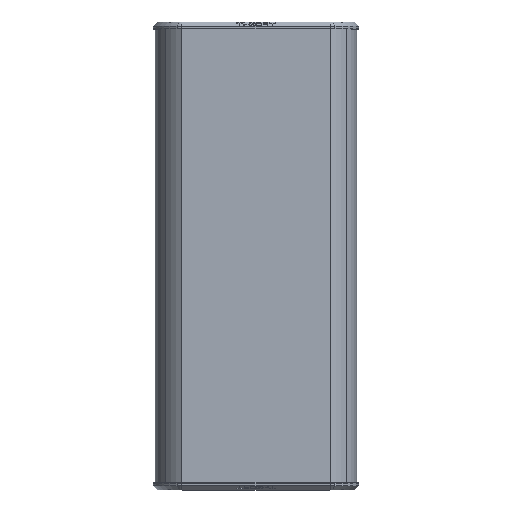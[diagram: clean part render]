
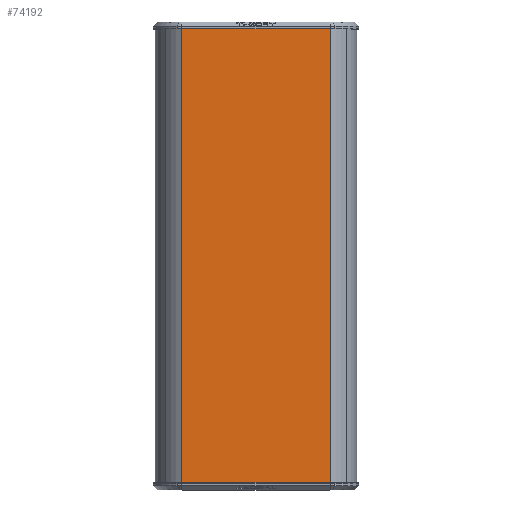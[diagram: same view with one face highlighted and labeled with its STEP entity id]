
A CAD part, top view. The second image highlights one B-rep face of the part: STEP entity #74192.
In plain terms, the highlighted planar face has unit normal (0, 0, 1).
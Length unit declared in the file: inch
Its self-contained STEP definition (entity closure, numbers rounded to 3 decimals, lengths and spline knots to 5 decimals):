
#2470 = CARTESIAN_POINT ( 'NONE',  ( -3.43008, -10.5, 1.645 ) ) ;
#4367 = CARTESIAN_POINT ( 'NONE',  ( -3.4273, -10.5, 1.645 ) ) ;
#5756 = CARTESIAN_POINT ( 'NONE',  ( -3.4273, -10.5, 1.645 ) ) ;
#7619 = ORIENTED_EDGE ( 'NONE', *, *, #22791, .T. ) ;
#9636 = ORIENTED_EDGE ( 'NONE', *, *, #71075, .F. ) ;
#13897 = DIRECTION ( 'NONE',  ( 0., 1., 0. ) ) ;
#15180 = AXIS2_PLACEMENT_3D ( 'NONE', #4367, #33696, #63092 ) ;
#19655 = DIRECTION ( 'NONE',  ( 1., 0., 0. ) ) ;
#22597 = VERTEX_POINT ( 'NONE', #60684 ) ;
#22791 = EDGE_CURVE ( 'NONE', #86734, #42790, #77990, .T. ) ;
#23855 = CARTESIAN_POINT ( 'NONE',  ( 3.43008, 10.5, 1.645 ) ) ;
#27488 = DIRECTION ( 'NONE',  ( 0., 1., 0. ) ) ;
#33696 = DIRECTION ( 'NONE',  ( 0., 0., 1. ) ) ;
#38121 = VECTOR ( 'NONE', #55831, 39.37008 ) ;
#40941 = FACE_OUTER_BOUND ( 'NONE', #41375, .T. ) ;
#41375 = EDGE_LOOP ( 'NONE', ( #76590, #9636, #7619, #49621 ) ) ;
#41962 = LINE ( 'NONE', #93413, #58350 ) ;
#42790 = VERTEX_POINT ( 'NONE', #52440 ) ;
#43983 = VECTOR ( 'NONE', #13897, 39.37008 ) ;
#49621 = ORIENTED_EDGE ( 'NONE', *, *, #67076, .T. ) ;
#52440 = CARTESIAN_POINT ( 'NONE',  ( 3.43008, -10.5, 1.645 ) ) ;
#55831 = DIRECTION ( 'NONE',  ( 1., 0., 0. ) ) ;
#58350 = VECTOR ( 'NONE', #27488, 39.37008 ) ;
#60684 = CARTESIAN_POINT ( 'NONE',  ( -3.43008, 10.5, 1.645 ) ) ;
#63092 = DIRECTION ( 'NONE',  ( 1., 0., 0. ) ) ;
#64047 = VECTOR ( 'NONE', #19655, 39.37008 ) ;
#67076 = EDGE_CURVE ( 'NONE', #42790, #95214, #41962, .T. ) ;
#71075 = EDGE_CURVE ( 'NONE', #86734, #22597, #72171, .T. ) ;
#71641 = EDGE_CURVE ( 'NONE', #22597, #95214, #71685, .T. ) ;
#71685 = LINE ( 'NONE', #84656, #64047 ) ;
#71688 = CARTESIAN_POINT ( 'NONE',  ( -3.43008, -10.5, 1.645 ) ) ;
#72171 = LINE ( 'NONE', #71688, #43983 ) ;
#74192 = ADVANCED_FACE ( 'NONE', ( #40941 ), #90996, .T. ) ;
#76590 = ORIENTED_EDGE ( 'NONE', *, *, #71641, .F. ) ;
#77990 = LINE ( 'NONE', #5756, #38121 ) ;
#84656 = CARTESIAN_POINT ( 'NONE',  ( -3.4273, 10.5, 1.645 ) ) ;
#86734 = VERTEX_POINT ( 'NONE', #2470 ) ;
#90996 = PLANE ( 'NONE',  #15180 ) ;
#93413 = CARTESIAN_POINT ( 'NONE',  ( 3.43008, -10.5, 1.645 ) ) ;
#95214 = VERTEX_POINT ( 'NONE', #23855 ) ;
